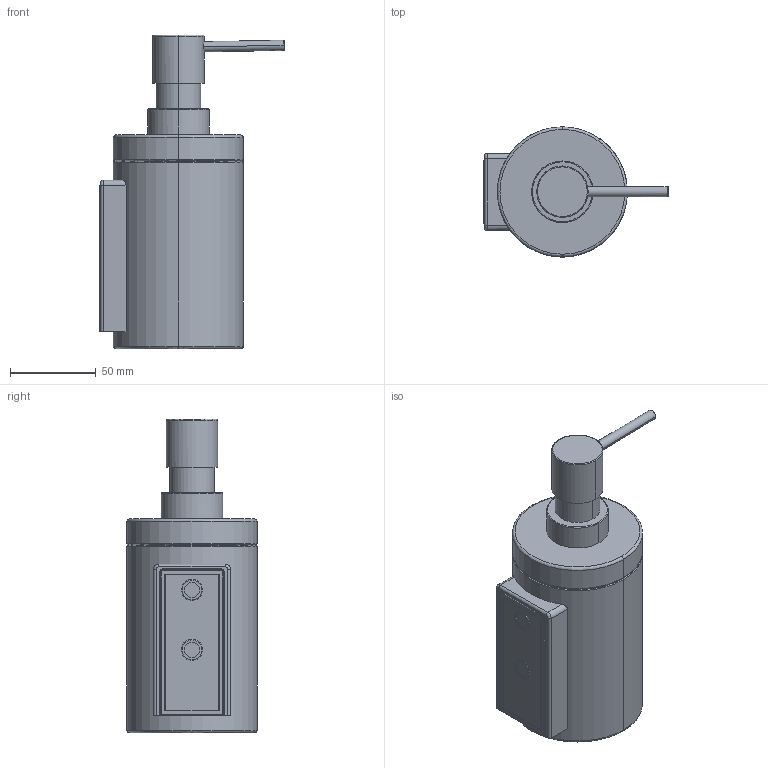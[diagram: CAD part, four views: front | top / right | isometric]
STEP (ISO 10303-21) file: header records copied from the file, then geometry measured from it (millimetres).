
FILE_DESCRIPTION(('CAx-IF Rec.Pracs.---Model Styling and Organization---1.2---2011-12-15','CAx-IF Rec.Pracs.---Geometric and Assembly Validation Properties---4.1---2014-06-16','CAx-IF Rec.Pracs.---PMI Polyline Presentation---2.0---2013-05-24'),'2;1');
FILE_NAME('1000142489_PPR_000.stp','2020-10-29T09:34:48+01:00',(''),(''),'STEP Interface 4.3 by CT CoreTechnologie','3D_Evolution4.3 by CT CoreTechnologie','');
FILE_SCHEMA(('AP203_CONFIGURATION_CONTROLLED_3D_DESIGN_OF_MECHANICAL_PARTS_AND_ASSEMBLIES_MIM_LF'));
Length unit declared in the file: millimetre
Products named in the file (11): P_2 AX Universal Circular Lotionspender 1000142489_PPR_000_A0; P_2 Zahnputzbecher AX BO 1000146356_PPR_000_A0; P_2 Gehäuse Zahnputzbecher AX BO 1000148620_PPA_000_A0; P_2 Befestigung Zahnputzbecher AX BO 1000148623_PPA_000_A0; P_2 Befestigungsschiene Accessoires B&O 1000148624_PPA_000_A0; P_2 Einsatz Lotionsspender AX BO 1000148628_PPA_000_A0; P_2 Wandbefestigung Accessoires B&O 1000148622_PPA_000_A0; P_2 Deckel Lotionsspender AX BO 1000146089_PPR_000_A0; P_2 Deckel Lotionsspender AX BO 1000148626_PPA_000_A0; P_2 Gewindeeinsatz Lotionsspender AX BO 1000148627_PPA_000_A0; P_2 Dummy Pumpenkopf 1000148625_PPA_000_A0
Assembly tree (11 placements, depth 3):
  P_2 AX Universal Circular Lotionspender 1000142489_PPR_000_A0
    P_2 Zahnputzbecher AX BO 1000146356_PPR_000_A0
      P_2 Gehäuse Zahnputzbecher AX BO 1000148620_PPA_000_A0
      P_2 Befestigung Zahnputzbecher AX BO 1000148623_PPA_000_A0
      P_2 Befestigungsschiene Accessoires B&O 1000148624_PPA_000_A0  x2
    P_2 Einsatz Lotionsspender AX BO 1000148628_PPA_000_A0
    P_2 Wandbefestigung Accessoires B&O 1000148622_PPA_000_A0
    P_2 Deckel Lotionsspender AX BO 1000146089_PPR_000_A0
      P_2 Deckel Lotionsspender AX BO 1000148626_PPA_000_A0
      P_2 Gewindeeinsatz Lotionsspender AX BO 1000148627_PPA_000_A0
    P_2 Dummy Pumpenkopf 1000148625_PPA_000_A0
Bounding box: 107.9 x 76 x 183.3 mm (x, y, z)
Volume: 235410.1 mm3; surface area: 108079.9 mm2
Topology: 9 solids, 9 shells, 432 faces, 1023 edges, 610 vertices
Faces by surface type: bspline 176, cylinder 139, plane 117
Entity records: 29034 total; most frequent: CARTESIAN_POINT 14865, ORIENTED_EDGE 1878, DIRECTION 1787, EDGE_CURVE 939, AXIS2_PLACEMENT_3D 697, VERTEX_POINT 562, CIRCLE 455, EDGE_LOOP 421
